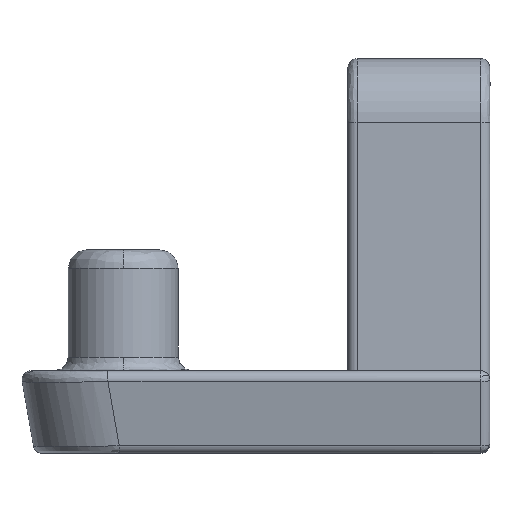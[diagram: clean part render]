
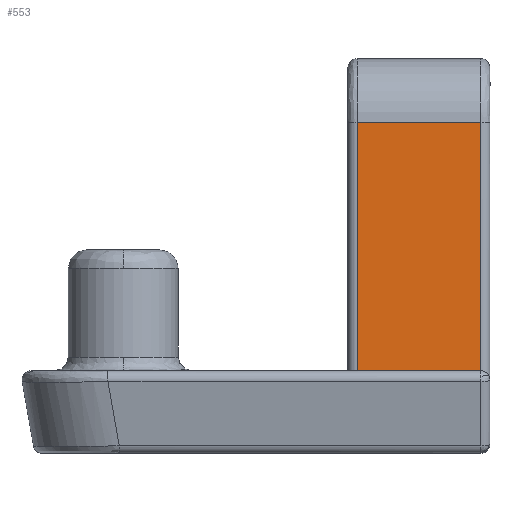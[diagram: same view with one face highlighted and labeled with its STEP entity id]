
A CAD part, front view. The second image highlights one B-rep face of the part: STEP entity #553.
In plain terms, the highlighted planar face has unit normal (0, -1, 0).
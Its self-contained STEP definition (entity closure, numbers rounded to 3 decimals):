
#176 = DIRECTION ( 'NONE',  ( 0., 0., 1. ) ) ;
#219 = VECTOR ( 'NONE', #176, 1000. ) ;
#308 = CARTESIAN_POINT ( 'NONE',  ( -32.5, -8.75, 65.928 ) ) ;
#338 = DIRECTION ( 'NONE',  ( -1., 0., 0. ) ) ;
#553 = ADVANCED_FACE ( 'NONE', ( #3229 ), #1336, .T. ) ;
#624 = VERTEX_POINT ( 'NONE', #2167 ) ;
#662 = CARTESIAN_POINT ( 'NONE',  ( -25., -8.75, 65.928 ) ) ;
#787 = EDGE_LOOP ( 'NONE', ( #1147, #3394, #2867, #2857 ) ) ;
#943 = LINE ( 'NONE', #1773, #3170 ) ;
#1147 = ORIENTED_EDGE ( 'NONE', *, *, #3224, .T. ) ;
#1266 = VERTEX_POINT ( 'NONE', #3657 ) ;
#1336 = PLANE ( 'NONE',  #2635 ) ;
#1719 = EDGE_CURVE ( 'NONE', #1266, #3029, #943, .T. ) ;
#1754 = DIRECTION ( 'NONE',  ( 0., -1., 0. ) ) ;
#1773 = CARTESIAN_POINT ( 'NONE',  ( -31.75, -8.75, 65.928 ) ) ;
#1895 = LINE ( 'NONE', #308, #3408 ) ;
#2115 = EDGE_CURVE ( 'NONE', #624, #1266, #1895, .T. ) ;
#2167 = CARTESIAN_POINT ( 'NONE',  ( -25., -8.75, 65.928 ) ) ;
#2635 = AXIS2_PLACEMENT_3D ( 'NONE', #5624, #1754, #4720 ) ;
#2780 = LINE ( 'NONE', #3851, #2995 ) ;
#2811 = CARTESIAN_POINT ( 'NONE',  ( -31.75, -8.75, 52.4 ) ) ;
#2857 = ORIENTED_EDGE ( 'NONE', *, *, #5953, .F. ) ;
#2867 = ORIENTED_EDGE ( 'NONE', *, *, #1719, .T. ) ;
#2995 = VECTOR ( 'NONE', #338, 1000. ) ;
#3029 = VERTEX_POINT ( 'NONE', #2811 ) ;
#3098 = LINE ( 'NONE', #662, #219 ) ;
#3170 = VECTOR ( 'NONE', #4285, 1000. ) ;
#3224 = EDGE_CURVE ( 'NONE', #6234, #624, #3098, .T. ) ;
#3229 = FACE_OUTER_BOUND ( 'NONE', #787, .T. ) ;
#3356 = CARTESIAN_POINT ( 'NONE',  ( -25., -8.75, 52.4 ) ) ;
#3394 = ORIENTED_EDGE ( 'NONE', *, *, #2115, .T. ) ;
#3408 = VECTOR ( 'NONE', #3786, 1000. ) ;
#3657 = CARTESIAN_POINT ( 'NONE',  ( -31.75, -8.75, 65.928 ) ) ;
#3786 = DIRECTION ( 'NONE',  ( -1., 0., 0. ) ) ;
#3851 = CARTESIAN_POINT ( 'NONE',  ( -32.5, -8.75, 52.4 ) ) ;
#4285 = DIRECTION ( 'NONE',  ( 0., 0., -1. ) ) ;
#4720 = DIRECTION ( 'NONE',  ( 1., 0., 0. ) ) ;
#5624 = CARTESIAN_POINT ( 'NONE',  ( -32.5, -8.75, 65.928 ) ) ;
#5953 = EDGE_CURVE ( 'NONE', #6234, #3029, #2780, .T. ) ;
#6234 = VERTEX_POINT ( 'NONE', #3356 ) ;
